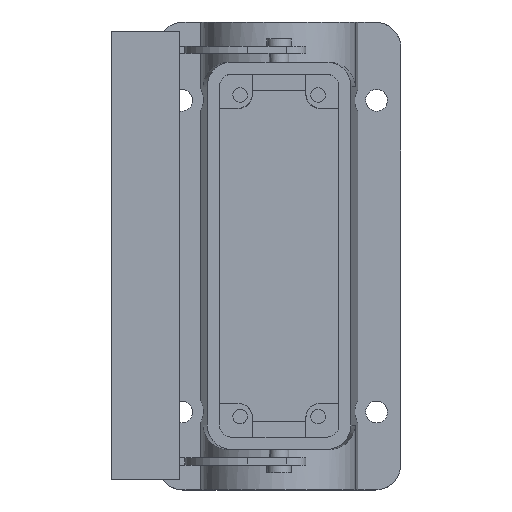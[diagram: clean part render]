
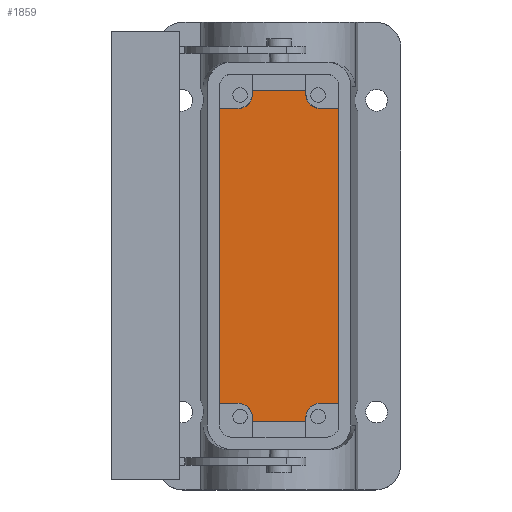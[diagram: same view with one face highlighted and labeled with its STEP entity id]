
A CAD part, top view. The second image highlights one B-rep face of the part: STEP entity #1859.
In plain terms, the highlighted planar face has unit normal (0, 0, 1).
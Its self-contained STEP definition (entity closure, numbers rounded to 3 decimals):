
#367=AXIS2_PLACEMENT_3D('Circle Axis2P3D',#365,#366,$) ;
#466=AXIS2_PLACEMENT_3D('Circle Axis2P3D',#464,#465,$) ;
#1771=AXIS2_PLACEMENT_3D('Plane Axis2P3D',#1768,#1769,#1770) ;
#1789=AXIS2_PLACEMENT_3D('Circle Axis2P3D',#1787,#1788,$) ;
#1817=AXIS2_PLACEMENT_3D('Circle Axis2P3D',#1815,#1816,$) ;
#362=CARTESIAN_POINT('Vertex',(26.,78.25,4.5)) ;
#365=CARTESIAN_POINT('Axis2P3D Location',(26.,81.25,4.5)) ;
#369=CARTESIAN_POINT('Vertex',(29.,81.25,4.5)) ;
#392=CARTESIAN_POINT('Line Origine',(29.,81.625,4.5)) ;
#396=CARTESIAN_POINT('Vertex',(29.,82.,4.5)) ;
#416=CARTESIAN_POINT('Line Origine',(34.5,82.,4.5)) ;
#420=CARTESIAN_POINT('Vertex',(40.,82.,4.5)) ;
#440=CARTESIAN_POINT('Line Origine',(40.,81.625,4.5)) ;
#444=CARTESIAN_POINT('Vertex',(40.,81.25,4.5)) ;
#464=CARTESIAN_POINT('Axis2P3D Location',(43.,81.25,4.5)) ;
#468=CARTESIAN_POINT('Vertex',(43.,78.25,4.5)) ;
#1753=CARTESIAN_POINT('Vertex',(22.25,78.25,4.5)) ;
#1756=CARTESIAN_POINT('Line Origine',(24.125,78.25,4.5)) ;
#1768=CARTESIAN_POINT('Axis2P3D Location',(34.5,48.,4.5)) ;
#1773=CARTESIAN_POINT('Line Origine',(22.25,48.,4.5)) ;
#1777=CARTESIAN_POINT('Vertex',(22.25,17.75,4.5)) ;
#1780=CARTESIAN_POINT('Line Origine',(24.125,17.75,4.5)) ;
#1784=CARTESIAN_POINT('Vertex',(26.,17.75,4.5)) ;
#1787=CARTESIAN_POINT('Axis2P3D Location',(26.,14.75,4.5)) ;
#1791=CARTESIAN_POINT('Vertex',(29.,14.75,4.5)) ;
#1794=CARTESIAN_POINT('Line Origine',(29.,14.375,4.5)) ;
#1798=CARTESIAN_POINT('Vertex',(29.,14.,4.5)) ;
#1801=CARTESIAN_POINT('Line Origine',(34.5,14.,4.5)) ;
#1805=CARTESIAN_POINT('Vertex',(40.,14.,4.5)) ;
#1808=CARTESIAN_POINT('Line Origine',(40.,14.375,4.5)) ;
#1812=CARTESIAN_POINT('Vertex',(40.,14.75,4.5)) ;
#1815=CARTESIAN_POINT('Axis2P3D Location',(43.,14.75,4.5)) ;
#1819=CARTESIAN_POINT('Vertex',(43.,17.75,4.5)) ;
#1822=CARTESIAN_POINT('Line Origine',(44.875,17.75,4.5)) ;
#1826=CARTESIAN_POINT('Vertex',(46.75,17.75,4.5)) ;
#1829=CARTESIAN_POINT('Line Origine',(46.75,48.,4.5)) ;
#1833=CARTESIAN_POINT('Vertex',(46.75,78.25,4.5)) ;
#1836=CARTESIAN_POINT('Line Origine',(44.875,78.25,4.5)) ;
#366=DIRECTION('Axis2P3D Direction',(0.,0.,-1.)) ;
#393=DIRECTION('Vector Direction',(0.,1.,0.)) ;
#417=DIRECTION('Vector Direction',(-1.,0.,0.)) ;
#441=DIRECTION('Vector Direction',(0.,1.,0.)) ;
#465=DIRECTION('Axis2P3D Direction',(0.,-0.,-1.)) ;
#1757=DIRECTION('Vector Direction',(-1.,0.,0.)) ;
#1769=DIRECTION('Axis2P3D Direction',(-0.,0.,1.)) ;
#1770=DIRECTION('Axis2P3D XDirection',(0.,-1.,0.)) ;
#1774=DIRECTION('Vector Direction',(0.,1.,0.)) ;
#1781=DIRECTION('Vector Direction',(-1.,0.,0.)) ;
#1788=DIRECTION('Axis2P3D Direction',(-0.,0.,1.)) ;
#1795=DIRECTION('Vector Direction',(0.,-1.,0.)) ;
#1802=DIRECTION('Vector Direction',(-1.,0.,0.)) ;
#1809=DIRECTION('Vector Direction',(0.,-1.,0.)) ;
#1816=DIRECTION('Axis2P3D Direction',(-0.,0.,1.)) ;
#1823=DIRECTION('Vector Direction',(1.,0.,0.)) ;
#1830=DIRECTION('Vector Direction',(0.,-1.,0.)) ;
#1837=DIRECTION('Vector Direction',(1.,0.,0.)) ;
#394=VECTOR('Line Direction',#393,1.) ;
#418=VECTOR('Line Direction',#417,1.) ;
#442=VECTOR('Line Direction',#441,1.) ;
#1758=VECTOR('Line Direction',#1757,1.) ;
#1775=VECTOR('Line Direction',#1774,1.) ;
#1782=VECTOR('Line Direction',#1781,1.) ;
#1796=VECTOR('Line Direction',#1795,1.) ;
#1803=VECTOR('Line Direction',#1802,1.) ;
#1810=VECTOR('Line Direction',#1809,1.) ;
#1824=VECTOR('Line Direction',#1823,1.) ;
#1831=VECTOR('Line Direction',#1830,1.) ;
#1838=VECTOR('Line Direction',#1837,1.) ;
#1842=ORIENTED_EDGE('',*,*,#398,.F.) ;
#1843=ORIENTED_EDGE('',*,*,#371,.F.) ;
#1844=ORIENTED_EDGE('',*,*,#1760,.T.) ;
#1845=ORIENTED_EDGE('',*,*,#1779,.T.) ;
#1846=ORIENTED_EDGE('',*,*,#1786,.F.) ;
#1847=ORIENTED_EDGE('',*,*,#1793,.F.) ;
#1848=ORIENTED_EDGE('',*,*,#1800,.T.) ;
#1849=ORIENTED_EDGE('',*,*,#1807,.F.) ;
#1850=ORIENTED_EDGE('',*,*,#1814,.F.) ;
#1851=ORIENTED_EDGE('',*,*,#1821,.F.) ;
#1852=ORIENTED_EDGE('',*,*,#1828,.T.) ;
#1853=ORIENTED_EDGE('',*,*,#1835,.T.) ;
#1854=ORIENTED_EDGE('',*,*,#1840,.F.) ;
#1855=ORIENTED_EDGE('',*,*,#470,.F.) ;
#1856=ORIENTED_EDGE('',*,*,#446,.T.) ;
#1857=ORIENTED_EDGE('',*,*,#422,.T.) ;
#1859=ADVANCED_FACE('Housing',(#1858),#1772,.T.) ;
#368=CIRCLE('generated circle',#367,3.) ;
#467=CIRCLE('generated circle',#466,3.) ;
#1790=CIRCLE('generated circle',#1789,3.) ;
#1818=CIRCLE('generated circle',#1817,3.) ;
#371=EDGE_CURVE('',#363,#370,#368,.F.) ;
#398=EDGE_CURVE('',#370,#397,#395,.T.) ;
#422=EDGE_CURVE('',#421,#397,#419,.T.) ;
#446=EDGE_CURVE('',#445,#421,#443,.T.) ;
#470=EDGE_CURVE('',#445,#469,#467,.F.) ;
#1760=EDGE_CURVE('',#363,#1754,#1759,.T.) ;
#1779=EDGE_CURVE('',#1754,#1778,#1776,.F.) ;
#1786=EDGE_CURVE('',#1785,#1778,#1783,.T.) ;
#1793=EDGE_CURVE('',#1792,#1785,#1790,.T.) ;
#1800=EDGE_CURVE('',#1792,#1799,#1797,.T.) ;
#1807=EDGE_CURVE('',#1806,#1799,#1804,.T.) ;
#1814=EDGE_CURVE('',#1813,#1806,#1811,.T.) ;
#1821=EDGE_CURVE('',#1820,#1813,#1818,.T.) ;
#1828=EDGE_CURVE('',#1820,#1827,#1825,.T.) ;
#1835=EDGE_CURVE('',#1827,#1834,#1832,.F.) ;
#1840=EDGE_CURVE('',#469,#1834,#1839,.T.) ;
#1841=EDGE_LOOP('',(#1842,#1843,#1844,#1845,#1846,#1847,#1848,#1849,#1850,#1851,#1852,#1853,#1854,#1855,#1856,#1857)) ;
#1858=FACE_OUTER_BOUND('',#1841,.T.) ;
#395=LINE('Line',#392,#394) ;
#419=LINE('Line',#416,#418) ;
#443=LINE('Line',#440,#442) ;
#1759=LINE('Line',#1756,#1758) ;
#1776=LINE('Line',#1773,#1775) ;
#1783=LINE('Line',#1780,#1782) ;
#1797=LINE('Line',#1794,#1796) ;
#1804=LINE('Line',#1801,#1803) ;
#1811=LINE('Line',#1808,#1810) ;
#1825=LINE('Line',#1822,#1824) ;
#1832=LINE('Line',#1829,#1831) ;
#1839=LINE('Line',#1836,#1838) ;
#1772=PLANE('',#1771) ;
#363=VERTEX_POINT('',#362) ;
#370=VERTEX_POINT('',#369) ;
#397=VERTEX_POINT('',#396) ;
#421=VERTEX_POINT('',#420) ;
#445=VERTEX_POINT('',#444) ;
#469=VERTEX_POINT('',#468) ;
#1754=VERTEX_POINT('',#1753) ;
#1778=VERTEX_POINT('',#1777) ;
#1785=VERTEX_POINT('',#1784) ;
#1792=VERTEX_POINT('',#1791) ;
#1799=VERTEX_POINT('',#1798) ;
#1806=VERTEX_POINT('',#1805) ;
#1813=VERTEX_POINT('',#1812) ;
#1820=VERTEX_POINT('',#1819) ;
#1827=VERTEX_POINT('',#1826) ;
#1834=VERTEX_POINT('',#1833) ;
